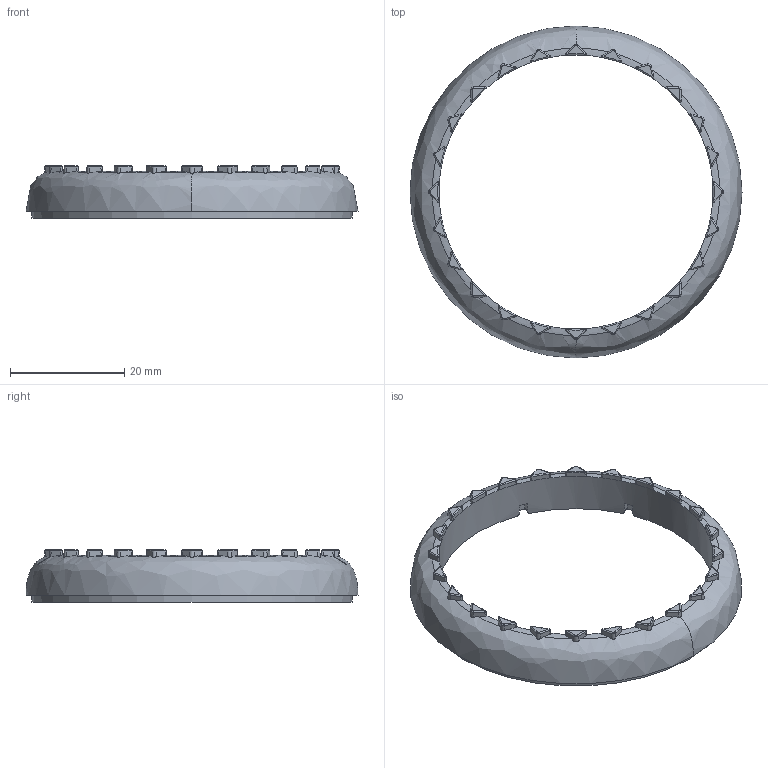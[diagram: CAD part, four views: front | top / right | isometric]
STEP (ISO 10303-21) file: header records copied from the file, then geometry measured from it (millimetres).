
FILE_DESCRIPTION(/* description */ (''),/* implementation_level */ '2;1');
FILE_NAME(/* name */ '2.75'''' (Diameter) Wheel-Parts\Rim.ipt.step',/* time_stamp */ '2020-04-16T23:27:20-04:00',/* author */ ('Jordan'),/* organization */ (''),/* preprocessor_version */ 'ST-DEVELOPER v17',/* originating_system */ 'Autodesk Inventor 2019',/* authorisation */ '');
FILE_SCHEMA (('AUTOMOTIVE_DESIGN { 1 0 10303 214 3 1 1 }'));
Length unit declared in the file: inch
Products named in the file (1): Rim
Bounding box: 58.15 x 58.15 x 9.2 mm (x, y, z)
Volume: 4082.1 mm3; surface area: 5456.7 mm2
Topology: 1 solids, 1 shells, 395 faces, 1051 edges, 618 vertices
Faces by surface type: bspline 106, plane 98, cylinder 76, sphere 48, cone 35, torus 32
Entity records: 17055 total; most frequent: CARTESIAN_POINT 8070, ORIENTED_EDGE 2022, DIRECTION 1787, EDGE_CURVE 1011, AXIS2_PLACEMENT_3D 774, VERTEX_POINT 618, CIRCLE 432, EDGE_LOOP 397
